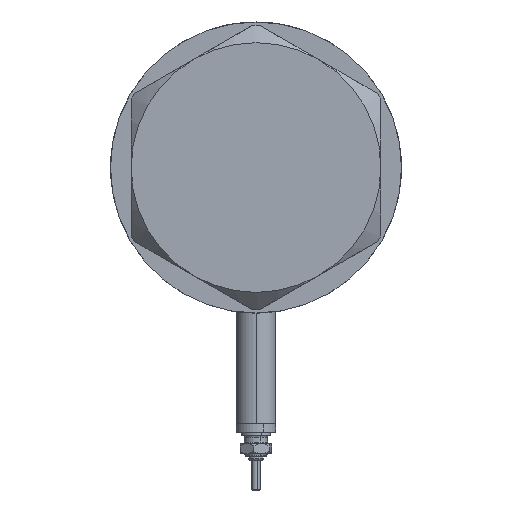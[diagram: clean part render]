
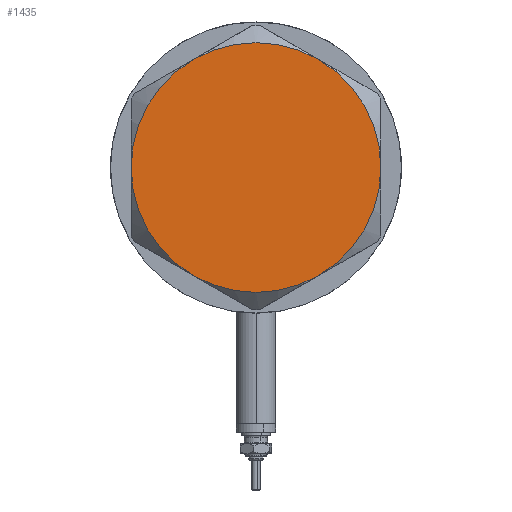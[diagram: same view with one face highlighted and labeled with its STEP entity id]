
A CAD part, left-side view. The second image highlights one B-rep face of the part: STEP entity #1435.
In plain terms, the highlighted face is planar.
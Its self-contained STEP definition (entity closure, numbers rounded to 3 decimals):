
#40 = DIRECTION ( 'NONE',  ( 0., 0., 1. ) ) ;
#106 = CIRCLE ( 'NONE', #989, 37.75 ) ;
#117 = CIRCLE ( 'NONE', #4479, 37.75 ) ;
#378 = FACE_OUTER_BOUND ( 'NONE', #730, .T. ) ;
#414 = CIRCLE ( 'NONE', #5254, 37.75 ) ;
#730 = EDGE_LOOP ( 'NONE', ( #5705, #973, #5867, #6007, #2838, #3034 ) ) ;
#767 = DIRECTION ( 'NONE',  ( 1., 0., 0. ) ) ;
#792 = CIRCLE ( 'NONE', #3490, 37.75 ) ;
#837 = VERTEX_POINT ( 'NONE', #5324 ) ;
#860 = DIRECTION ( 'NONE',  ( 0., 0., 1. ) ) ;
#870 = CARTESIAN_POINT ( 'NONE',  ( -18.875, 32.692, 13. ) ) ;
#886 = VERTEX_POINT ( 'NONE', #4382 ) ;
#973 = ORIENTED_EDGE ( 'NONE', *, *, #3477, .T. ) ;
#976 = CARTESIAN_POINT ( 'NONE',  ( 0., 0., 13. ) ) ;
#989 = AXIS2_PLACEMENT_3D ( 'NONE', #1109, #1719, #4821 ) ;
#1033 = CARTESIAN_POINT ( 'NONE',  ( 18.875, 32.692, 13. ) ) ;
#1045 = CARTESIAN_POINT ( 'NONE',  ( 0., 0., 13. ) ) ;
#1109 = CARTESIAN_POINT ( 'NONE',  ( 0., 0., 13. ) ) ;
#1435 = ADVANCED_FACE ( 'NONE', ( #378 ), #1765, .T. ) ;
#1719 = DIRECTION ( 'NONE',  ( 0., 0., 1. ) ) ;
#1765 = PLANE ( 'NONE',  #5136 ) ;
#1840 = CIRCLE ( 'NONE', #5620, 37.75 ) ;
#1875 = EDGE_CURVE ( 'NONE', #3992, #837, #1840, .T. ) ;
#2136 = DIRECTION ( 'NONE',  ( 0., 0., 1. ) ) ;
#2243 = VERTEX_POINT ( 'NONE', #2394 ) ;
#2298 = DIRECTION ( 'NONE',  ( 1., 0., 0. ) ) ;
#2354 = CARTESIAN_POINT ( 'NONE',  ( 0., 0., 13. ) ) ;
#2394 = CARTESIAN_POINT ( 'NONE',  ( -37.75, 0., 13. ) ) ;
#2451 = AXIS2_PLACEMENT_3D ( 'NONE', #5354, #2136, #3016 ) ;
#2823 = CARTESIAN_POINT ( 'NONE',  ( 18.875, -32.692, 13. ) ) ;
#2838 = ORIENTED_EDGE ( 'NONE', *, *, #4329, .T. ) ;
#2911 = DIRECTION ( 'NONE',  ( 0., 0., 1. ) ) ;
#3016 = DIRECTION ( 'NONE',  ( 1., 0., 0. ) ) ;
#3034 = ORIENTED_EDGE ( 'NONE', *, *, #5529, .T. ) ;
#3477 = EDGE_CURVE ( 'NONE', #837, #4261, #792, .T. ) ;
#3490 = AXIS2_PLACEMENT_3D ( 'NONE', #4808, #2911, #4873 ) ;
#3770 = VERTEX_POINT ( 'NONE', #870 ) ;
#3896 = CIRCLE ( 'NONE', #2451, 37.75 ) ;
#3992 = VERTEX_POINT ( 'NONE', #2823 ) ;
#4043 = CARTESIAN_POINT ( 'NONE',  ( 0., 0., 13. ) ) ;
#4261 = VERTEX_POINT ( 'NONE', #1033 ) ;
#4329 = EDGE_CURVE ( 'NONE', #2243, #886, #3896, .T. ) ;
#4382 = CARTESIAN_POINT ( 'NONE',  ( -18.875, -32.692, 13. ) ) ;
#4473 = DIRECTION ( 'NONE',  ( 0., 0., 1. ) ) ;
#4479 = AXIS2_PLACEMENT_3D ( 'NONE', #2354, #860, #5997 ) ;
#4808 = CARTESIAN_POINT ( 'NONE',  ( 0., 0., 13. ) ) ;
#4821 = DIRECTION ( 'NONE',  ( 1., 0., 0. ) ) ;
#4873 = DIRECTION ( 'NONE',  ( 1., 0., 0. ) ) ;
#5136 = AXIS2_PLACEMENT_3D ( 'NONE', #4043, #4473, #767 ) ;
#5254 = AXIS2_PLACEMENT_3D ( 'NONE', #976, #40, #2298 ) ;
#5324 = CARTESIAN_POINT ( 'NONE',  ( 37.75, 0., 13. ) ) ;
#5354 = CARTESIAN_POINT ( 'NONE',  ( 0., 0., 13. ) ) ;
#5529 = EDGE_CURVE ( 'NONE', #886, #3992, #117, .T. ) ;
#5566 = EDGE_CURVE ( 'NONE', #3770, #2243, #414, .T. ) ;
#5620 = AXIS2_PLACEMENT_3D ( 'NONE', #1045, #5703, #5733 ) ;
#5703 = DIRECTION ( 'NONE',  ( 0., 0., 1. ) ) ;
#5705 = ORIENTED_EDGE ( 'NONE', *, *, #1875, .T. ) ;
#5733 = DIRECTION ( 'NONE',  ( 1., 0., 0. ) ) ;
#5867 = ORIENTED_EDGE ( 'NONE', *, *, #5917, .T. ) ;
#5917 = EDGE_CURVE ( 'NONE', #4261, #3770, #106, .T. ) ;
#5997 = DIRECTION ( 'NONE',  ( 1., 0., 0. ) ) ;
#6007 = ORIENTED_EDGE ( 'NONE', *, *, #5566, .T. ) ;
